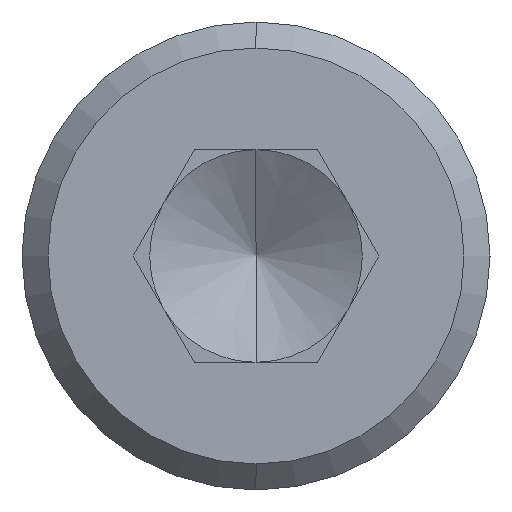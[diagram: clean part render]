
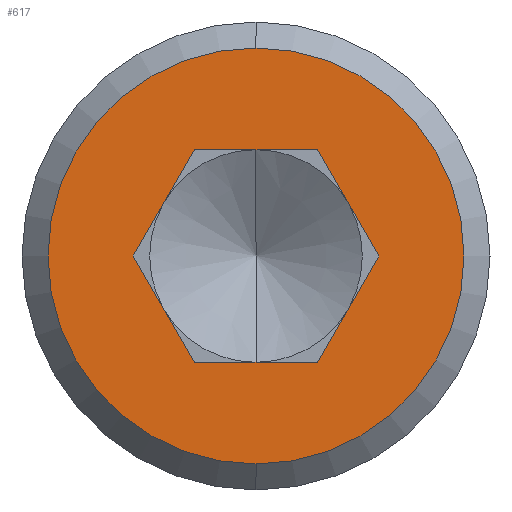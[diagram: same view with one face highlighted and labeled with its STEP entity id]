
A CAD part, left-side view. The second image highlights one B-rep face of the part: STEP entity #617.
In plain terms, the highlighted planar face has unit normal (-1, 0, 0).
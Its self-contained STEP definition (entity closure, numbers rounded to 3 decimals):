
#15 = CARTESIAN_POINT ( 'NONE',  ( 0., -1.181, 0. ) ) ;
#20 = FACE_OUTER_BOUND ( 'NONE', #477, .T. ) ;
#25 = VECTOR ( 'NONE', #199, 1000. ) ;
#58 = VERTEX_POINT ( 'NONE', #223 ) ;
#65 = CARTESIAN_POINT ( 'NONE',  ( 0., 0.59, 1.022 ) ) ;
#75 = DIRECTION ( 'NONE',  ( 0., -0.5, 0.866 ) ) ;
#76 = ORIENTED_EDGE ( 'NONE', *, *, #212, .F. ) ;
#82 = FACE_BOUND ( 'NONE', #299, .T. ) ;
#87 = LINE ( 'NONE', #376, #468 ) ;
#90 = CIRCLE ( 'NONE', #113, 2. ) ;
#113 = AXIS2_PLACEMENT_3D ( 'NONE', #180, #395, #169 ) ;
#116 = VERTEX_POINT ( 'NONE', #233 ) ;
#119 = ORIENTED_EDGE ( 'NONE', *, *, #669, .F. ) ;
#127 = DIRECTION ( 'NONE',  ( 0., 0., 1. ) ) ;
#147 = DIRECTION ( 'NONE',  ( 0., 0.5, -0.866 ) ) ;
#167 = ORIENTED_EDGE ( 'NONE', *, *, #201, .T. ) ;
#169 = DIRECTION ( 'NONE',  ( 0., 0., 1. ) ) ;
#180 = CARTESIAN_POINT ( 'NONE',  ( 0., 0., 0. ) ) ;
#193 = CARTESIAN_POINT ( 'NONE',  ( 0., 0., 0. ) ) ;
#194 = AXIS2_PLACEMENT_3D ( 'NONE', #565, #459, #127 ) ;
#199 = DIRECTION ( 'NONE',  ( 0., 1., 0. ) ) ;
#201 = EDGE_CURVE ( 'NONE', #705, #427, #515, .T. ) ;
#212 = EDGE_CURVE ( 'NONE', #116, #504, #683, .T. ) ;
#223 = CARTESIAN_POINT ( 'NONE',  ( 0., -0.59, 1.023 ) ) ;
#233 = CARTESIAN_POINT ( 'NONE',  ( 0., 1.181, 0. ) ) ;
#235 = DIRECTION ( 'NONE',  ( 0., -0.5, -0.866 ) ) ;
#244 = EDGE_CURVE ( 'NONE', #489, #447, #532, .T. ) ;
#271 = EDGE_CURVE ( 'NONE', #58, #555, #372, .T. ) ;
#297 = CARTESIAN_POINT ( 'NONE',  ( 0., 0.59, -1.023 ) ) ;
#299 = EDGE_LOOP ( 'NONE', ( #711, #463, #701, #619, #119, #76 ) ) ;
#305 = VECTOR ( 'NONE', #75, 1000. ) ;
#309 = DIRECTION ( 'NONE',  ( -1., 0., 0. ) ) ;
#312 = EDGE_CURVE ( 'NONE', #58, #489, #87, .T. ) ;
#314 = CARTESIAN_POINT ( 'NONE',  ( 0., -0.59, 1.023 ) ) ;
#360 = DIRECTION ( 'NONE',  ( 0., -1., 0. ) ) ;
#365 = EDGE_CURVE ( 'NONE', #116, #555, #710, .T. ) ;
#372 = LINE ( 'NONE', #314, #25 ) ;
#374 = CARTESIAN_POINT ( 'NONE',  ( 0., 0., -2. ) ) ;
#375 = VECTOR ( 'NONE', #235, 1000. ) ;
#376 = CARTESIAN_POINT ( 'NONE',  ( 0., -0.59, 1.023 ) ) ;
#395 = DIRECTION ( 'NONE',  ( -1., 0., 0. ) ) ;
#398 = VECTOR ( 'NONE', #360, 1000. ) ;
#404 = CARTESIAN_POINT ( 'NONE',  ( 0., 1.181, 0. ) ) ;
#427 = VERTEX_POINT ( 'NONE', #556 ) ;
#447 = VERTEX_POINT ( 'NONE', #715 ) ;
#459 = DIRECTION ( 'NONE',  ( -1., 0., 0. ) ) ;
#463 = ORIENTED_EDGE ( 'NONE', *, *, #271, .F. ) ;
#468 = VECTOR ( 'NONE', #480, 1000. ) ;
#477 = EDGE_LOOP ( 'NONE', ( #167, #549 ) ) ;
#479 = LINE ( 'NONE', #544, #398 ) ;
#480 = DIRECTION ( 'NONE',  ( 0., -0.5, -0.866 ) ) ;
#489 = VERTEX_POINT ( 'NONE', #736 ) ;
#499 = EDGE_CURVE ( 'NONE', #427, #705, #90, .T. ) ;
#504 = VERTEX_POINT ( 'NONE', #297 ) ;
#515 = CIRCLE ( 'NONE', #194, 2. ) ;
#532 = LINE ( 'NONE', #15, #557 ) ;
#544 = CARTESIAN_POINT ( 'NONE',  ( 0., 0.59, -1.023 ) ) ;
#549 = ORIENTED_EDGE ( 'NONE', *, *, #499, .T. ) ;
#555 = VERTEX_POINT ( 'NONE', #65 ) ;
#556 = CARTESIAN_POINT ( 'NONE',  ( 0., 0., 2. ) ) ;
#557 = VECTOR ( 'NONE', #147, 1000. ) ;
#565 = CARTESIAN_POINT ( 'NONE',  ( 0., 0., 0. ) ) ;
#597 = AXIS2_PLACEMENT_3D ( 'NONE', #193, #309, #695 ) ;
#617 = ADVANCED_FACE ( 'NONE', ( #82, #20 ), #654, .T. ) ;
#619 = ORIENTED_EDGE ( 'NONE', *, *, #244, .T. ) ;
#654 = PLANE ( 'NONE',  #597 ) ;
#659 = CARTESIAN_POINT ( 'NONE',  ( 0., 1.181, 0. ) ) ;
#669 = EDGE_CURVE ( 'NONE', #504, #447, #479, .T. ) ;
#683 = LINE ( 'NONE', #404, #375 ) ;
#695 = DIRECTION ( 'NONE',  ( 0., 0., 1. ) ) ;
#701 = ORIENTED_EDGE ( 'NONE', *, *, #312, .T. ) ;
#705 = VERTEX_POINT ( 'NONE', #374 ) ;
#710 = LINE ( 'NONE', #659, #305 ) ;
#711 = ORIENTED_EDGE ( 'NONE', *, *, #365, .T. ) ;
#715 = CARTESIAN_POINT ( 'NONE',  ( 0., -0.59, -1.022 ) ) ;
#736 = CARTESIAN_POINT ( 'NONE',  ( 0., -1.181, 0. ) ) ;
